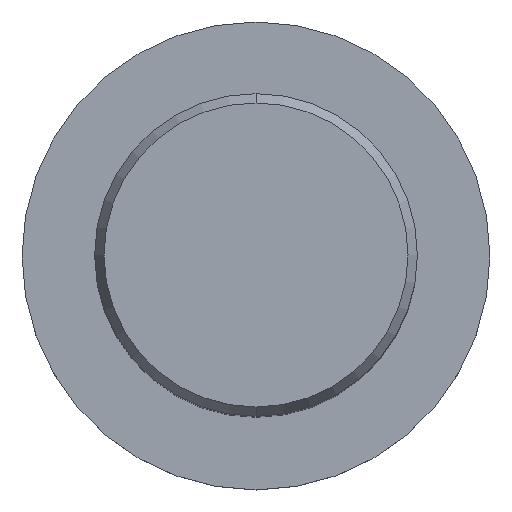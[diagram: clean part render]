
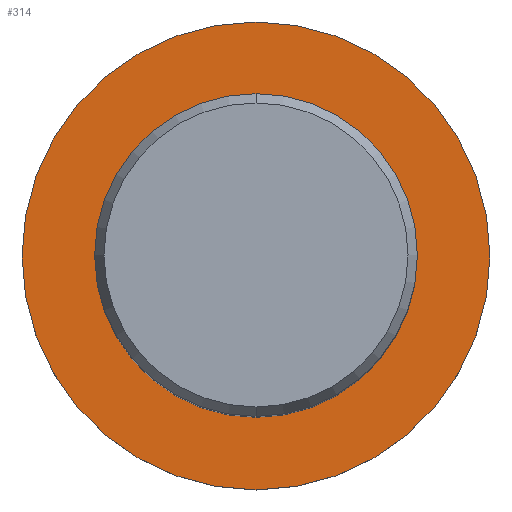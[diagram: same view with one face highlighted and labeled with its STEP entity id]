
A CAD part, top view. The second image highlights one B-rep face of the part: STEP entity #314.
In plain terms, the highlighted planar face has unit normal (0, 0, 1).
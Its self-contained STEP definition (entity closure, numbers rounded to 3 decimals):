
#198=VERTEX_POINT('',#531);
#206=EDGE_CURVE('',#294,#436,#540,.T.);
#222=EDGE_CURVE('',#360,#198,#557,.T.);
#244=EDGE_CURVE('',#436,#294,#581,.T.);
#286=EDGE_CURVE('',#198,#360,#625,.T.);
#294=VERTEX_POINT('',#634);
#314=ADVANCED_FACE('',(#657,#658),#659,.T.);
#360=VERTEX_POINT('',#709);
#436=VERTEX_POINT('',#793);
#531=CARTESIAN_POINT('',(0.0,20.0,-70.0));
#540=CIRCLE('',#899,29.0);
#557=CIRCLE('',#959,20.0);
#581=CIRCLE('',#989,29.0);
#625=CIRCLE('',#1081,20.0);
#634=CARTESIAN_POINT('',(0.,-29.0,-70.0));
#657=FACE_BOUND('',#1151,.T.);
#658=FACE_OUTER_BOUND('',#1152,.T.);
#659=PLANE('',#1153);
#709=CARTESIAN_POINT('',(0.,-20.0,-70.0));
#793=CARTESIAN_POINT('',(0.0,29.0,-70.0));
#899=AXIS2_PLACEMENT_3D('',#1618,#1619,#1620);
#959=AXIS2_PLACEMENT_3D('',#1639,#1640,#1641);
#989=AXIS2_PLACEMENT_3D('',#1672,#1673,#1674);
#1081=AXIS2_PLACEMENT_3D('',#1705,#1706,#1707);
#1151=EDGE_LOOP('',(#1752,#1753));
#1152=EDGE_LOOP('',(#1754,#1755));
#1153=AXIS2_PLACEMENT_3D('',#1756,#1757,#1758);
#1618=CARTESIAN_POINT('',(0.0,0.0,-70.0));
#1619=DIRECTION('',(0.0,0.0,-1.0));
#1620=DIRECTION('',(0.0,1.0,0.0));
#1639=CARTESIAN_POINT('',(0.0,0.0,-70.0));
#1640=DIRECTION('',(-0.0,0.0,-1.0));
#1641=DIRECTION('',(0.0,1.0,0.0));
#1672=CARTESIAN_POINT('',(0.0,0.0,-70.0));
#1673=DIRECTION('',(0.0,0.0,-1.0));
#1674=DIRECTION('',(0.0,1.0,0.0));
#1705=CARTESIAN_POINT('',(0.0,0.0,-70.0));
#1706=DIRECTION('',(-0.0,0.0,-1.0));
#1707=DIRECTION('',(0.0,1.0,0.0));
#1752=ORIENTED_EDGE('',*,*,#286,.T.);
#1753=ORIENTED_EDGE('',*,*,#222,.T.);
#1754=ORIENTED_EDGE('',*,*,#244,.F.);
#1755=ORIENTED_EDGE('',*,*,#206,.F.);
#1756=CARTESIAN_POINT('',(0.0,14.5,-70.0));
#1757=DIRECTION('',(-0.0,0.0,1.0));
#1758=DIRECTION('',(0.0,-1.0,0.0));
